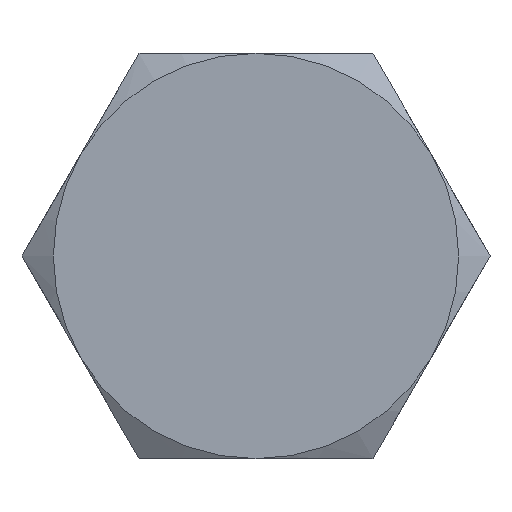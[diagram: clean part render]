
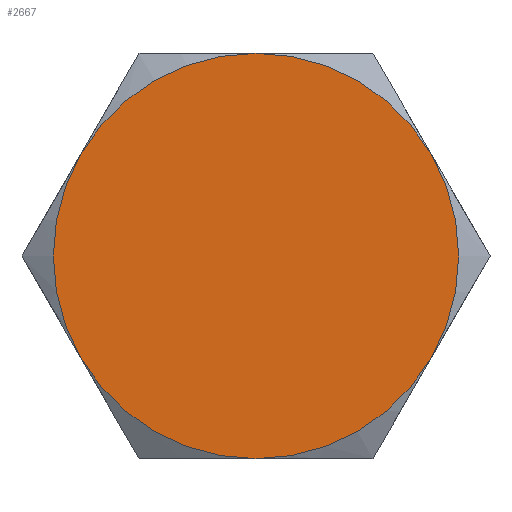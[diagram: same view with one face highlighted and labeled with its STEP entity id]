
A CAD part, left-side view. The second image highlights one B-rep face of the part: STEP entity #2667.
In plain terms, the highlighted planar face has unit normal (-1, 0, 0).
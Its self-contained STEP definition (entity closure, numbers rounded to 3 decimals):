
#613=FACE_OUTER_BOUND('',#813,.T.);
#813=EDGE_LOOP('',(#1783,#1784,#1785,#1786,#1787,#1788));
#1011=CIRCLE('',#2983,18.);
#1012=CIRCLE('',#2984,18.);
#1013=CIRCLE('',#2985,18.);
#1014=CIRCLE('',#2986,18.);
#1015=CIRCLE('',#2987,18.);
#1016=CIRCLE('',#2988,18.);
#1145=VERTEX_POINT('',#4214);
#1146=VERTEX_POINT('',#4215);
#1147=VERTEX_POINT('',#4217);
#1148=VERTEX_POINT('',#4219);
#1149=VERTEX_POINT('',#4221);
#1150=VERTEX_POINT('',#4223);
#1378=EDGE_CURVE('',#1145,#1146,#1011,.T.);
#1379=EDGE_CURVE('',#1147,#1145,#1012,.T.);
#1380=EDGE_CURVE('',#1148,#1147,#1013,.T.);
#1381=EDGE_CURVE('',#1149,#1148,#1014,.T.);
#1382=EDGE_CURVE('',#1149,#1150,#1015,.T.);
#1383=EDGE_CURVE('',#1146,#1150,#1016,.T.);
#1783=ORIENTED_EDGE('',*,*,#1378,.F.);
#1784=ORIENTED_EDGE('',*,*,#1379,.F.);
#1785=ORIENTED_EDGE('',*,*,#1380,.F.);
#1786=ORIENTED_EDGE('',*,*,#1381,.F.);
#1787=ORIENTED_EDGE('',*,*,#1382,.T.);
#1788=ORIENTED_EDGE('',*,*,#1383,.F.);
#2537=PLANE('',#2982);
#2667=ADVANCED_FACE('',(#613),#2537,.F.);
#2982=AXIS2_PLACEMENT_3D('',#4213,#3364,#3365);
#2983=AXIS2_PLACEMENT_3D('',#4216,#3366,#3367);
#2984=AXIS2_PLACEMENT_3D('',#4218,#3368,#3369);
#2985=AXIS2_PLACEMENT_3D('',#4220,#3370,#3371);
#2986=AXIS2_PLACEMENT_3D('',#4222,#3372,#3373);
#2987=AXIS2_PLACEMENT_3D('',#4224,#3374,#3375);
#2988=AXIS2_PLACEMENT_3D('',#4225,#3376,#3377);
#3364=DIRECTION('center_axis',(1.,0.,0.));
#3365=DIRECTION('ref_axis',(0.,0.,-1.));
#3366=DIRECTION('center_axis',(1.,0.,0.));
#3367=DIRECTION('ref_axis',(0.,0.,-1.));
#3368=DIRECTION('center_axis',(1.,0.,0.));
#3369=DIRECTION('ref_axis',(0.,0.,-1.));
#3370=DIRECTION('center_axis',(1.,0.,0.));
#3371=DIRECTION('ref_axis',(0.,0.,-1.));
#3372=DIRECTION('center_axis',(1.,0.,0.));
#3373=DIRECTION('ref_axis',(0.,0.,-1.));
#3374=DIRECTION('center_axis',(-1.,0.,0.));
#3375=DIRECTION('ref_axis',(0.,0.,1.));
#3376=DIRECTION('center_axis',(1.,0.,0.));
#3377=DIRECTION('ref_axis',(0.,0.,-1.));
#4213=CARTESIAN_POINT('Origin',(0.,20.785,0.));
#4214=CARTESIAN_POINT('',(0.,0.,-18.));
#4215=CARTESIAN_POINT('',(0.,15.588,-9.));
#4216=CARTESIAN_POINT('Origin',(0.,0.,0.));
#4217=CARTESIAN_POINT('',(0.,-15.588,-9.));
#4218=CARTESIAN_POINT('Origin',(0.,0.,0.));
#4219=CARTESIAN_POINT('',(0.,-15.588,9.));
#4220=CARTESIAN_POINT('Origin',(0.,0.,0.));
#4221=CARTESIAN_POINT('',(0.,0.,18.));
#4222=CARTESIAN_POINT('Origin',(0.,0.,0.));
#4223=CARTESIAN_POINT('',(0.,15.588,9.));
#4224=CARTESIAN_POINT('Origin',(0.,0.,0.));
#4225=CARTESIAN_POINT('Origin',(0.,0.,0.));
